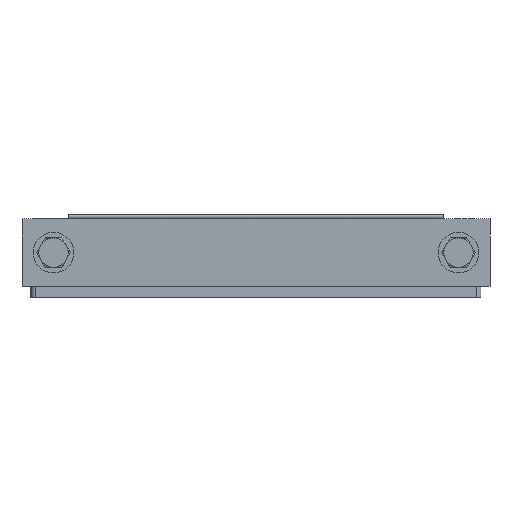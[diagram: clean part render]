
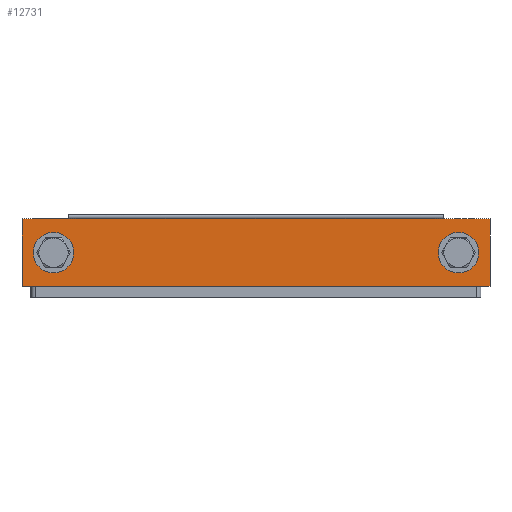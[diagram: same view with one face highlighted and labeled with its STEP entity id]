
A CAD part, front view. The second image highlights one B-rep face of the part: STEP entity #12731.
In plain terms, the highlighted planar face has unit normal (0, -1, 0).
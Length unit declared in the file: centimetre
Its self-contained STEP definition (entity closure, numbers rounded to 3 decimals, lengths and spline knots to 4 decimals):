
#214=FACE_BOUND('',#2420,.T.);
#215=FACE_BOUND('',#2421,.T.);
#1620=FACE_OUTER_BOUND('',#2419,.T.);
#2419=EDGE_LOOP('',(#10675,#10676,#10677,#10678,#10679,#10680));
#2420=EDGE_LOOP('',(#10681));
#2421=EDGE_LOOP('',(#10682));
#3134=CIRCLE('',#14037,0.9);
#3144=CIRCLE('',#14064,0.9);
#3887=LINE('',#20758,#4899);
#3902=LINE('',#20797,#4914);
#3922=LINE('',#20840,#4934);
#3926=LINE('',#20849,#4938);
#3928=LINE('',#20853,#4940);
#3929=LINE('',#20854,#4941);
#4899=VECTOR('',#17396,1.);
#4914=VECTOR('',#17435,1.);
#4934=VECTOR('',#17477,1.);
#4938=VECTOR('',#17485,1.);
#4940=VECTOR('',#17489,1.);
#4941=VECTOR('',#17490,1.);
#5876=VERTEX_POINT('',#20547);
#5898=VERTEX_POINT('',#20646);
#5932=VERTEX_POINT('',#20753);
#5933=VERTEX_POINT('',#20757);
#5945=VERTEX_POINT('',#20796);
#5957=VERTEX_POINT('',#20838);
#5959=VERTEX_POINT('',#20846);
#5961=VERTEX_POINT('',#20852);
#7445=EDGE_CURVE('',#5876,#5876,#3134,.T.);
#7481=EDGE_CURVE('',#5898,#5898,#3144,.T.);
#7534=EDGE_CURVE('',#5933,#5932,#3887,.T.);
#7553=EDGE_CURVE('',#5945,#5933,#3902,.T.);
#7576=EDGE_CURVE('',#5932,#5957,#3922,.T.);
#7580=EDGE_CURVE('',#5959,#5957,#3926,.T.);
#7582=EDGE_CURVE('',#5961,#5959,#3928,.T.);
#7583=EDGE_CURVE('',#5961,#5945,#3929,.T.);
#10675=ORIENTED_EDGE('',*,*,#7582,.F.);
#10676=ORIENTED_EDGE('',*,*,#7583,.T.);
#10677=ORIENTED_EDGE('',*,*,#7553,.T.);
#10678=ORIENTED_EDGE('',*,*,#7534,.T.);
#10679=ORIENTED_EDGE('',*,*,#7576,.T.);
#10680=ORIENTED_EDGE('',*,*,#7580,.F.);
#10681=ORIENTED_EDGE('',*,*,#7445,.T.);
#10682=ORIENTED_EDGE('',*,*,#7481,.T.);
#11988=PLANE('',#14130);
#12731=ADVANCED_FACE('',(#1620,#214,#215),#11988,.F.);
#14037=AXIS2_PLACEMENT_3D('',#20549,#17212,#17213);
#14064=AXIS2_PLACEMENT_3D('',#20648,#17280,#17281);
#14130=AXIS2_PLACEMENT_3D('',#20851,#17487,#17488);
#17212=DIRECTION('center_axis',(0.,1.,0.));
#17213=DIRECTION('ref_axis',(1.,0.,0.));
#17280=DIRECTION('center_axis',(0.,1.,0.));
#17281=DIRECTION('ref_axis',(-1.,0.,0.));
#17396=DIRECTION('',(1.,0.,0.));
#17435=DIRECTION('',(1.,0.,0.));
#17477=DIRECTION('',(1.,0.,0.));
#17485=DIRECTION('',(0.,0.,-1.));
#17487=DIRECTION('center_axis',(0.,1.,0.));
#17488=DIRECTION('ref_axis',(1.,0.,0.));
#17489=DIRECTION('',(1.,0.,0.));
#17490=DIRECTION('',(0.,0.,-1.));
#20547=CARTESIAN_POINT('',(8.1,-5.425,-1.5));
#20549=CARTESIAN_POINT('Origin',(9.,-5.425,-1.5));
#20646=CARTESIAN_POINT('',(-8.1,-5.425,-1.5));
#20648=CARTESIAN_POINT('Origin',(-9.,-5.425,-1.5));
#20753=CARTESIAN_POINT('',(9.8,-5.425,-3.));
#20757=CARTESIAN_POINT('',(-9.8,-5.425,-3.));
#20758=CARTESIAN_POINT('',(-10.4,-5.425,-3.));
#20796=CARTESIAN_POINT('',(-10.4,-5.425,-3.));
#20797=CARTESIAN_POINT('',(-10.4,-5.425,-3.));
#20838=CARTESIAN_POINT('',(10.4,-5.425,-3.));
#20840=CARTESIAN_POINT('',(-10.4,-5.425,-3.));
#20846=CARTESIAN_POINT('',(10.4,-5.425,0.));
#20849=CARTESIAN_POINT('',(10.4,-5.425,0.));
#20851=CARTESIAN_POINT('Origin',(-10.4,-5.425,0.));
#20852=CARTESIAN_POINT('',(-10.4,-5.425,0.));
#20853=CARTESIAN_POINT('',(-10.4,-5.425,0.));
#20854=CARTESIAN_POINT('',(-10.4,-5.425,0.));
